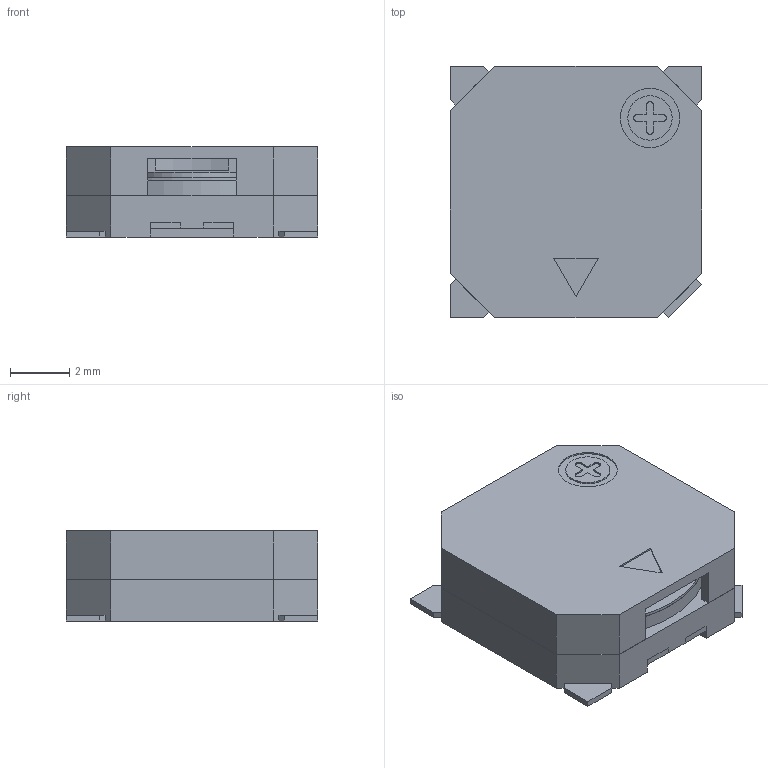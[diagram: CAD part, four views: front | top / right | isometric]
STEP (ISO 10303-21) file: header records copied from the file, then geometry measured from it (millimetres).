
FILE_DESCRIPTION(('FreeCAD Model'),'2;1');
FILE_NAME( 'CMT-8503-87_90.step', '2021-03-11T18:28:36',('Author'),(''), 'Open CASCADE STEP processor 7.4','FreeCAD','Unknown');
FILE_SCHEMA(('AUTOMOTIVE_DESIGN { 1 0 10303 214 1 1 1 1 }'));
Length unit declared in the file: millimetre
Products named in the file (14): CMT-8503-87_90; CaseBody; CoverBody; MembraneBody; Plate1Body; Plate2Body; Plate3Body; Plate4Body; Plate5Body; Plate6Body; Pin1Body; Pin2Body; Pin3Body; Pin4Body
Assembly tree (13 placements, depth 2):
  CMT-8503-87_90
    CaseBody
    CoverBody
    MembraneBody
    Plate1Body
    Plate2Body
    Plate3Body
    Plate4Body
    Plate5Body
    Plate6Body
    Pin1Body
    Pin2Body
    Pin3Body
    Pin4Body
Bounding box: 8.5 x 8.5 x 3.05 mm (x, y, z)
Volume: 171.7 mm3; surface area: 567.3 mm2
Topology: 13 solids, 13 shells, 262 faces, 662 edges, 438 vertices
Faces by surface type: plane 201, cylinder 36, extrusion 25
Full cylindrical faces by diameter (mm): 0.5 x4, 1.5 x1, 2 x1, 4 x1, 6 x1, 7.9 x1
Entity records: 16875 total; most frequent: CARTESIAN_POINT 3160, DIRECTION 2452, VECTOR 1763, LINE 1738, ORIENTED_EDGE 1324, PCURVE 1324, DEFINITIONAL_REPRESENTATION 1324, EDGE_CURVE 662
